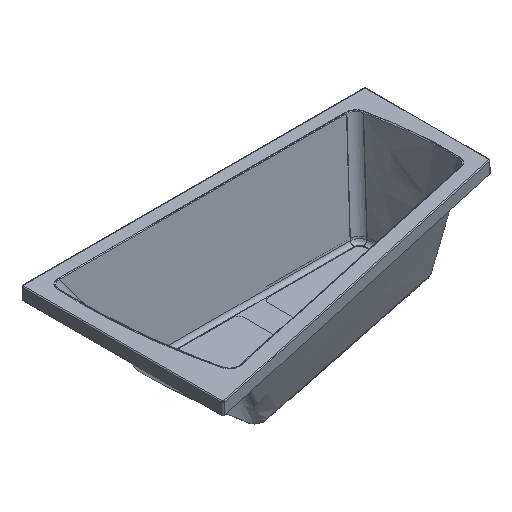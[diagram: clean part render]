
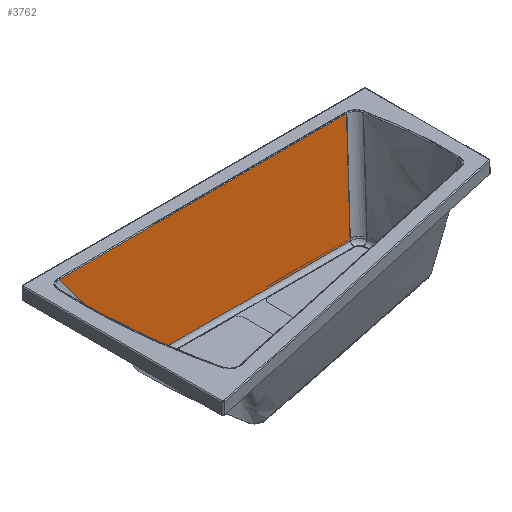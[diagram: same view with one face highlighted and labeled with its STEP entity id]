
A CAD part, isometric view. The second image highlights one B-rep face of the part: STEP entity #3762.
In plain terms, the highlighted planar face has unit normal (0, -0.979, 0.206).
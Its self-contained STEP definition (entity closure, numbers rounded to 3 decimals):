
#2997=CARTESIAN_POINT('',(52.826,1045.127,-3.176));
#2998=VERTEX_POINT('',#2997);
#3512=CARTESIAN_POINT('',(1472.082,1045.135,-3.176));
#3513=VERTEX_POINT('',#3512);
#3530=CARTESIAN_POINT('',(52.826,1045.127,-3.176));
#3531=DIRECTION('',(1.,0.,0.0));
#3532=VECTOR('',#3531,1419.256);
#3533=LINE('',#3530,#3532);
#3534=EDGE_CURVE('',#2998,#3513,#3533,.T.);
#3731=CARTESIAN_POINT('',(1472.809,1046.02,1.03));
#3732=DIRECTION('',(0.,-0.979,0.206));
#3733=DIRECTION('',(0.0,-0.206,-0.979));
#3734=AXIS2_PLACEMENT_3D('',#3731,#3732,#3733);
#3735=PLANE('',#3734);
#3736=ORIENTED_EDGE('',*,*,#3534,.F.);
#3737=CARTESIAN_POINT('',(361.868,949.141,-459.12));
#3738=VERTEX_POINT('',#3737);
#3739=CARTESIAN_POINT('',(52.826,1045.127,-3.176));
#3740=CARTESIAN_POINT('',(155.84,1013.132,-155.157));
#3741=CARTESIAN_POINT('',(258.854,981.136,-307.139));
#3742=CARTESIAN_POINT('',(361.868,949.141,-459.12));
#3743=B_SPLINE_CURVE_WITH_KNOTS('',3,(#3739,#3740,#3741,#3742),.UNSPECIFIED.,.F.,.U.,(4,4),(0.009,0.969),.UNSPECIFIED.);
#3744=EDGE_CURVE('',#2998,#3738,#3743,.T.);
#3745=ORIENTED_EDGE('',*,*,#3744,.T.);
#3746=CARTESIAN_POINT('',(1393.191,949.146,-459.12));
#3747=VERTEX_POINT('',#3746);
#3748=CARTESIAN_POINT('',(1393.191,949.146,-459.12));
#3749=DIRECTION('',(-1.,0.,0.0));
#3750=VECTOR('',#3749,1031.323);
#3751=LINE('',#3748,#3750);
#3752=EDGE_CURVE('',#3747,#3738,#3751,.T.);
#3753=ORIENTED_EDGE('',*,*,#3752,.F.);
#3754=CARTESIAN_POINT('',(1472.082,1045.135,-3.176));
#3755=DIRECTION('',(-0.167,-0.203,-0.965));
#3756=VECTOR('',#3755,472.57);
#3757=LINE('',#3754,#3756);
#3758=EDGE_CURVE('',#3513,#3747,#3757,.T.);
#3759=ORIENTED_EDGE('',*,*,#3758,.F.);
#3760=EDGE_LOOP('',(#3736,#3745,#3753,#3759));
#3761=FACE_OUTER_BOUND('',#3760,.T.);
#3762=ADVANCED_FACE('',(#3761),#3735,.T.);
